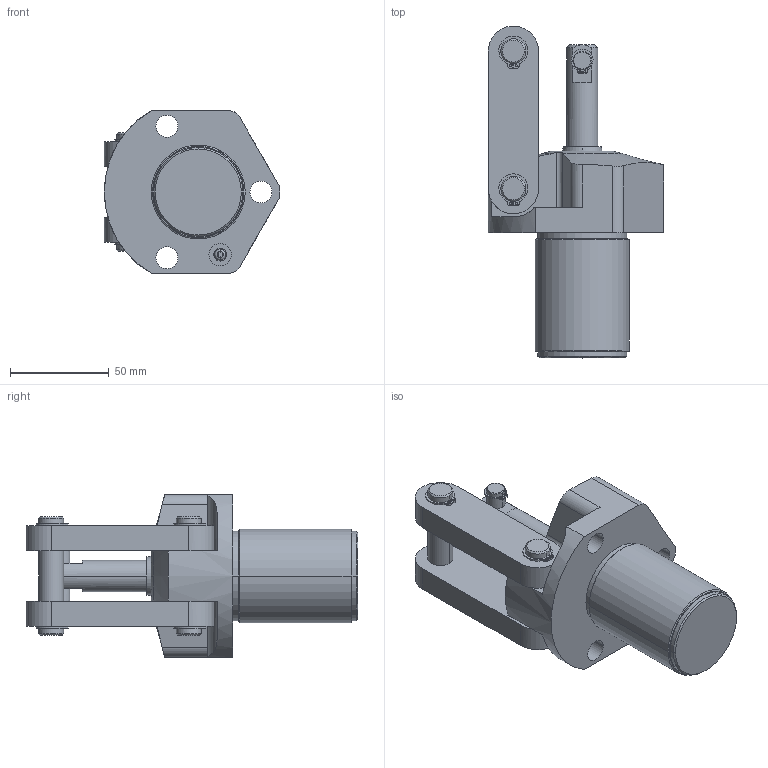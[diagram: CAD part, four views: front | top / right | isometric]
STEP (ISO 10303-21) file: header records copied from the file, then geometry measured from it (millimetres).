
FILE_DESCRIPTION((''),'2;1');
FILE_NAME('ILCM41661090','2018-06-07T',('act'),(''),'PRO/ENGINEER BY PARAMETRIC TECHNOLOGY CORPORATION, 2013320','PRO/ENGINEER BY PARAMETRIC TECHNOLOGY CORPORATION, 2013320','');
FILE_SCHEMA(('AUTOMOTIVE_DESIGN { 1 0 10303 214 1 1 1 1 }'));
Length unit declared in the file: millimetre
Products named in the file (1): ILCM41661090
Bounding box: 88.9 x 168.28 x 82.55 mm (x, y, z)
Volume: 356115.1 mm3; surface area: 61160.4 mm2
Topology: 1 solids, 5 shells, 261 faces, 692 edges, 451 vertices
Faces by surface type: cylinder 121, plane 106, cone 30, sphere 2, torus 2
Entity records: 8487 total; most frequent: CARTESIAN_POINT 1678, DIRECTION 1485, ORIENTED_EDGE 1368, EDGE_CURVE 690, AXIS2_PLACEMENT_3D 570, VERTEX_POINT 451, VECTOR 345, LINE 345
